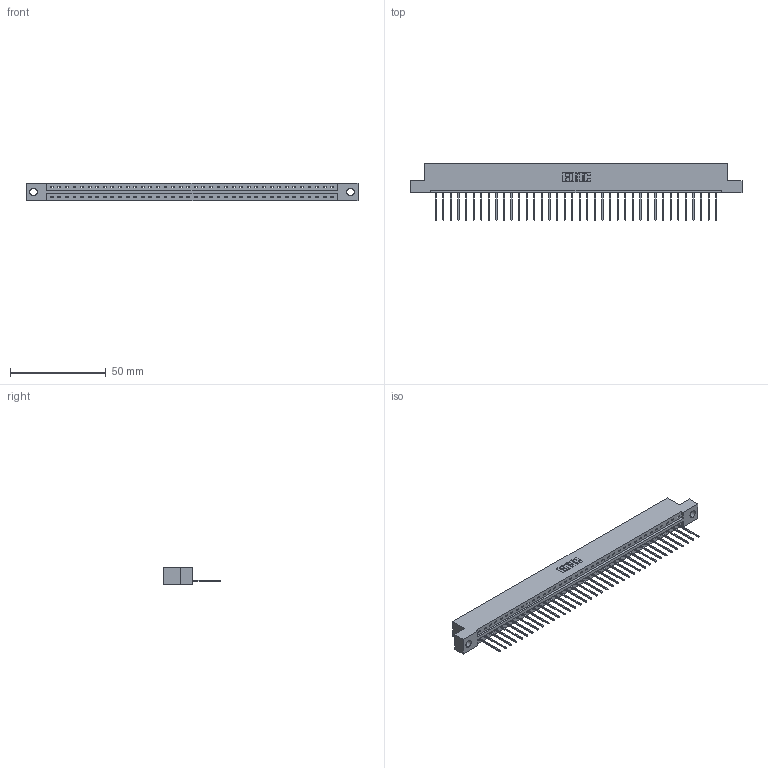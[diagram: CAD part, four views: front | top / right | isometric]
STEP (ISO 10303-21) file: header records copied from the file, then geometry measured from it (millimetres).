
FILE_DESCRIPTION (( 'STEP AP203' ), '1' );
FILE_NAME ('387-038-540-104.STEP', '2019-10-04T15:57:59', ( '' ), ( '' ), 'SwSTEP 2.0', 'SolidWorks 2016', '' );
FILE_SCHEMA (( 'CONFIG_CONTROL_DESIGN' ));
Length unit declared in the file: inch
Products named in the file (3): 387-038-540-104; 345-292-001_345-293-140; 337 Part_Flush Mounting Lugs - 0.156 Dia-TH
Assembly tree (39 placements, depth 2):
  387-038-540-104
    337 Part_Flush Mounting Lugs - 0.156 Dia-TH
    345-292-001_345-293-140  x38
Bounding box: 173.58 x 29.47 x 9.4 mm (x, y, z)
Volume: 17954.6 mm3; surface area: 18708.5 mm2
Topology: 39 solids, 39 shells, 2470 faces, 7455 edges, 4918 vertices
Faces by surface type: plane 1818, cylinder 652
Entity records: 28785 total; most frequent: CARTESIAN_POINT 5020, ORIENTED_EDGE 4994, DIRECTION 4233, EDGE_CURVE 2497, LINE 2369, VECTOR 2369, VERTEX_POINT 1662, AXIS2_PLACEMENT_3D 932
